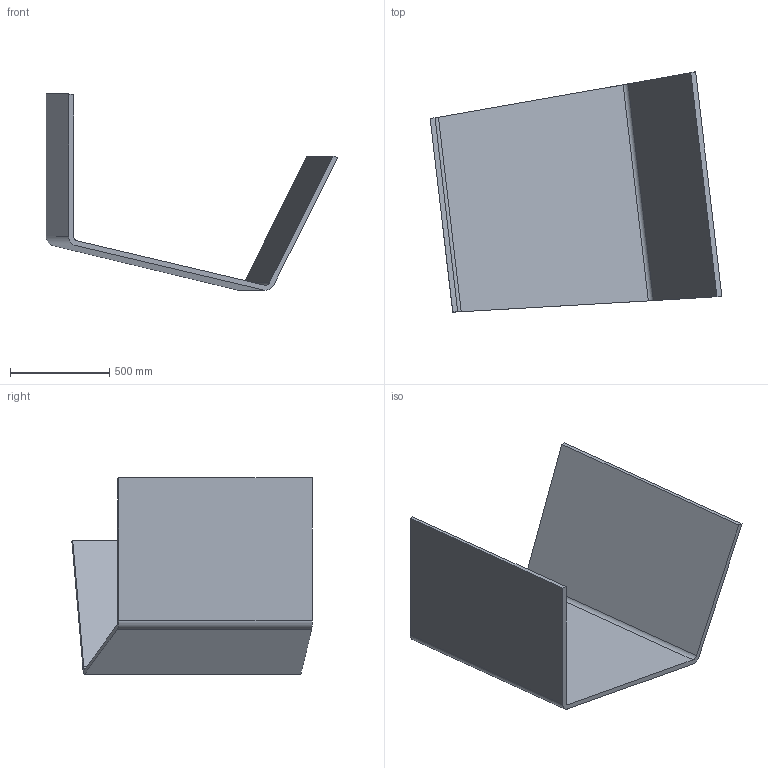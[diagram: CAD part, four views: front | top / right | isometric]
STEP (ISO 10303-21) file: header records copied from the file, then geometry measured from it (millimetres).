
FILE_DESCRIPTION(('FreeCAD Model'),'2;1');
FILE_NAME( 'detailed_DCLL/step/first_wall_homogenised_sample_envelope_2.step', '2018-02-02T08:50:46',('FreeCAD'),('FreeCAD'), 'Open CASCADE STEP processor 7.1','FreeCAD','Unknown');
FILE_SCHEMA(('AUTOMOTIVE_DESIGN_CC2 { 1 2 10303 214 -1 1 5 4 }'));
Length unit declared in the file: millimetre
Products named in the file (1): Open CASCADE STEP translator 7.1 11
Bounding box: 1472.76 x 1212.88 x 991.99 mm (x, y, z)
Volume: 65562270.7 mm3; surface area: 5424806.5 mm2
Topology: 1 solids, 1 shells, 14 faces, 36 edges, 24 vertices
Faces by surface type: plane 10, cylinder 4
Entity records: 930 total; most frequent: CARTESIAN_POINT 251, DIRECTION 106, ORIENTED_EDGE 72, PCURVE 72, DEFINITIONAL_REPRESENTATION 72, LINE 52, VECTOR 52, B_SPLINE_CURVE_WITH_KNOTS 40
